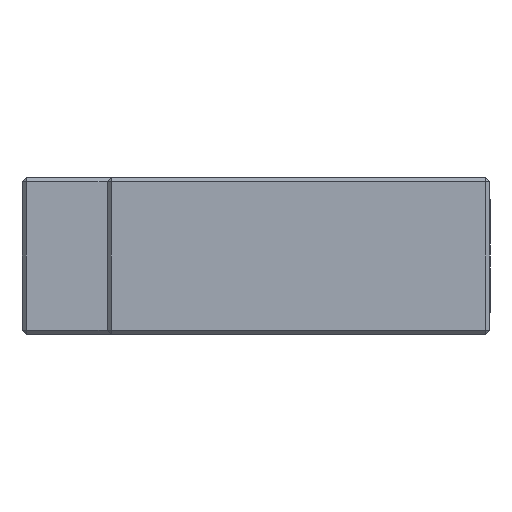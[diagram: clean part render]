
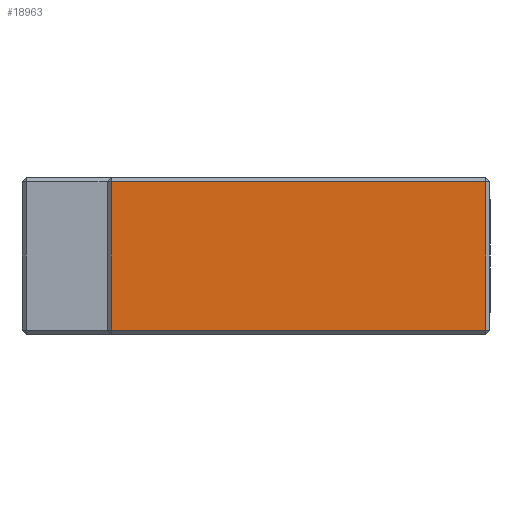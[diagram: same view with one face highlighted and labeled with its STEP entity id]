
A CAD part, left-side view. The second image highlights one B-rep face of the part: STEP entity #18963.
In plain terms, the highlighted planar face has unit normal (-1, 0, 0).
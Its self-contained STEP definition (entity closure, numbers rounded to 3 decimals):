
#265 = CARTESIAN_POINT ( 'NONE',  ( -80., 1., -17.5 ) ) ;
#370 = EDGE_LOOP ( 'NONE', ( #20254, #8611, #9519, #8557 ) ) ;
#592 = CARTESIAN_POINT ( 'NONE',  ( -80., 1., 17.5 ) ) ;
#752 = CARTESIAN_POINT ( 'NONE',  ( -80., 90., 17.5 ) ) ;
#3365 = VECTOR ( 'NONE', #14308, 1000. ) ;
#3421 = VERTEX_POINT ( 'NONE', #5619 ) ;
#3601 = DIRECTION ( 'NONE',  ( 1., 0., 0. ) ) ;
#4400 = VECTOR ( 'NONE', #17043, 1000. ) ;
#4930 = AXIS2_PLACEMENT_3D ( 'NONE', #17504, #3601, #13946 ) ;
#5207 = DIRECTION ( 'NONE',  ( 0., 0., 1. ) ) ;
#5619 = CARTESIAN_POINT ( 'NONE',  ( -80., 89., -17.5 ) ) ;
#6164 = VERTEX_POINT ( 'NONE', #592 ) ;
#6369 = EDGE_CURVE ( 'NONE', #3421, #18914, #20165, .T. ) ;
#6673 = CARTESIAN_POINT ( 'NONE',  ( -80., 1., 18.5 ) ) ;
#7521 = LINE ( 'NONE', #7637, #3365 ) ;
#7637 = CARTESIAN_POINT ( 'NONE',  ( -80., 89., 18.5 ) ) ;
#7719 = EDGE_CURVE ( 'NONE', #14969, #3421, #7521, .T. ) ;
#8557 = ORIENTED_EDGE ( 'NONE', *, *, #7719, .T. ) ;
#8611 = ORIENTED_EDGE ( 'NONE', *, *, #19802, .T. ) ;
#9519 = ORIENTED_EDGE ( 'NONE', *, *, #9550, .T. ) ;
#9550 = EDGE_CURVE ( 'NONE', #6164, #14969, #16114, .T. ) ;
#10420 = LINE ( 'NONE', #6673, #14525 ) ;
#10511 = CARTESIAN_POINT ( 'NONE',  ( -80., 89., 17.5 ) ) ;
#10716 = FACE_OUTER_BOUND ( 'NONE', #370, .T. ) ;
#11524 = VECTOR ( 'NONE', #17891, 1000. ) ;
#11938 = CARTESIAN_POINT ( 'NONE',  ( -80., 90., -17.5 ) ) ;
#13946 = DIRECTION ( 'NONE',  ( 0., 1., 0. ) ) ;
#14308 = DIRECTION ( 'NONE',  ( 0., 0., -1. ) ) ;
#14525 = VECTOR ( 'NONE', #5207, 1000. ) ;
#14969 = VERTEX_POINT ( 'NONE', #10511 ) ;
#16114 = LINE ( 'NONE', #752, #11524 ) ;
#17043 = DIRECTION ( 'NONE',  ( 0., -1., 0. ) ) ;
#17504 = CARTESIAN_POINT ( 'NONE',  ( -80., 90., 18.5 ) ) ;
#17891 = DIRECTION ( 'NONE',  ( 0., 1., 0. ) ) ;
#18839 = PLANE ( 'NONE',  #4930 ) ;
#18914 = VERTEX_POINT ( 'NONE', #265 ) ;
#18963 = ADVANCED_FACE ( 'NONE', ( #10716 ), #18839, .F. ) ;
#19802 = EDGE_CURVE ( 'NONE', #18914, #6164, #10420, .T. ) ;
#20165 = LINE ( 'NONE', #11938, #4400 ) ;
#20254 = ORIENTED_EDGE ( 'NONE', *, *, #6369, .T. ) ;
